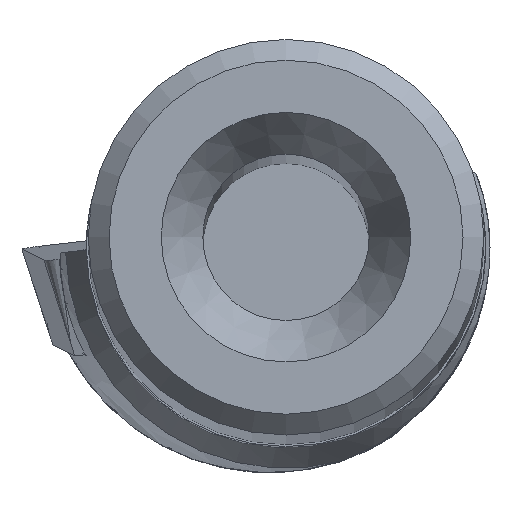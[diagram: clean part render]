
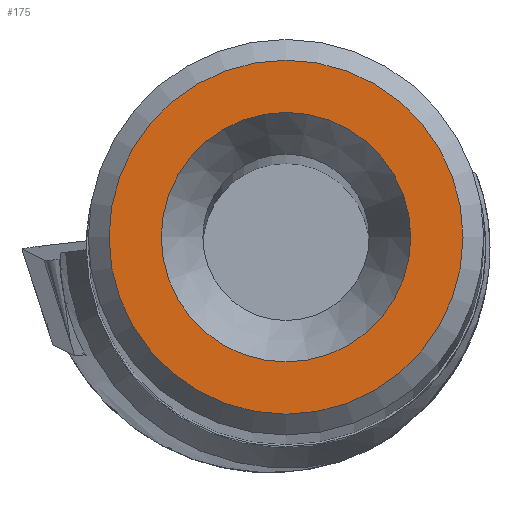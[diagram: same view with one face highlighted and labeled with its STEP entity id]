
A CAD part, top view. The second image highlights one B-rep face of the part: STEP entity #175.
In plain terms, the highlighted planar face has unit normal (0, 0, 1).
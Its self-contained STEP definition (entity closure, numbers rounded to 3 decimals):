
#175=ADVANCED_FACE('',(#340,#341),#207,.T.);
#207=PLANE('',#927);
#340=FACE_BOUND('',#385,.T.);
#341=FACE_BOUND('',#386,.T.);
#385=EDGE_LOOP('',(#517));
#386=EDGE_LOOP('',(#518));
#517=ORIENTED_EDGE('',*,*,#746,.F.);
#518=ORIENTED_EDGE('',*,*,#747,.T.);
#661=VERTEX_POINT('',#1486);
#662=VERTEX_POINT('',#1488);
#746=EDGE_CURVE('',#661,#661,#795,.T.);
#747=EDGE_CURVE('',#662,#662,#796,.T.);
#795=CIRCLE('',#925,3.);
#796=CIRCLE('',#926,4.256);
#925=AXIS2_PLACEMENT_3D('',#1485,#1084,#1085);
#926=AXIS2_PLACEMENT_3D('',#1487,#1086,#1087);
#927=AXIS2_PLACEMENT_3D('',#1489,#1088,#1089);
#1084=DIRECTION('',(0.,0.,1.));
#1085=DIRECTION('',(1.,0.,0.));
#1086=DIRECTION('',(0.,0.,1.));
#1087=DIRECTION('',(1.,0.,0.));
#1088=DIRECTION('',(0.,0.,1.));
#1089=DIRECTION('',(1.,0.,0.));
#1485=CARTESIAN_POINT('',(0.,0.,0.));
#1486=CARTESIAN_POINT('',(3.,0.,0.));
#1487=CARTESIAN_POINT('',(0.,0.,0.));
#1488=CARTESIAN_POINT('',(4.256,0.,0.));
#1489=CARTESIAN_POINT('',(0.,0.,0.));
